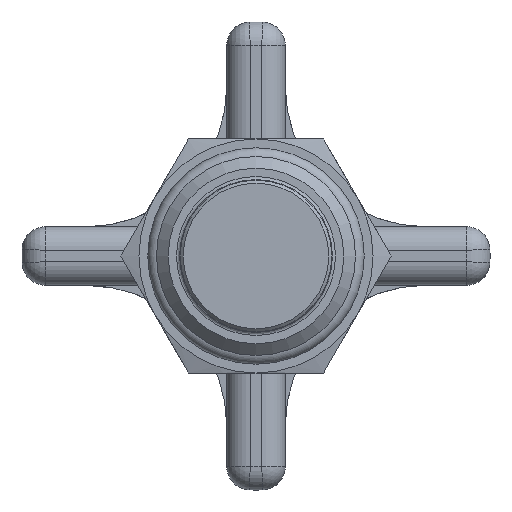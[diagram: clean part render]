
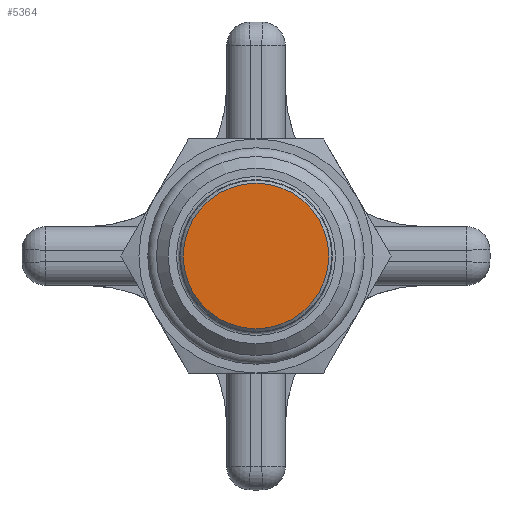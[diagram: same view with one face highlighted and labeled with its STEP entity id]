
A CAD part, front view. The second image highlights one B-rep face of the part: STEP entity #5364.
In plain terms, the highlighted planar face has unit normal (0, -1, 0).
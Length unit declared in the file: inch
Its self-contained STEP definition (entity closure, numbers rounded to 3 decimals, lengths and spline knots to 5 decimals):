
#5324=CARTESIAN_POINT('',(-0.38888,-2.53479,0.));
#5325=VERTEX_POINT('',#5324);
#5326=CARTESIAN_POINT('',(0.,-2.53479,0.));
#5327=DIRECTION('',(0.0,1.0,0.0));
#5328=DIRECTION('',(1.0,0.0,0.0));
#5329=AXIS2_PLACEMENT_3D('',#5326,#5327,#5328);
#5330=CIRCLE('',#5329,0.38888);
#5331=EDGE_CURVE('',#5325,#5325,#5330,.T.);
#5356=CARTESIAN_POINT('',(0.,-2.53479,0.));
#5357=DIRECTION('',(0.0,1.0,0.0));
#5358=DIRECTION('',(0.0,0.0,-1.0));
#5359=AXIS2_PLACEMENT_3D('',#5356,#5357,#5358);
#5360=PLANE('',#5359);
#5361=ORIENTED_EDGE('',*,*,#5331,.F.);
#5362=EDGE_LOOP('',(#5361));
#5363=FACE_OUTER_BOUND('',#5362,.T.);
#5364=ADVANCED_FACE('',(#5363),#5360,.F.);
